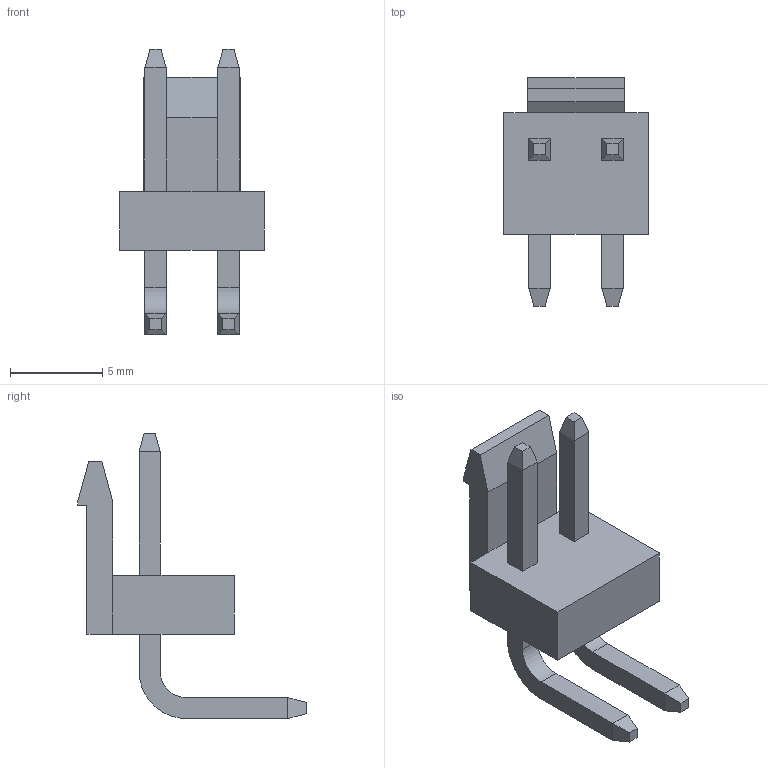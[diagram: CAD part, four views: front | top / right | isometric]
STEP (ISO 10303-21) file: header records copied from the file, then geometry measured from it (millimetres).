
FILE_DESCRIPTION (( 'STEP AP214' ), '1' );
FILE_NAME ('User Library-B2PS-VH.STEP', '2025-02-19T11:39:33', ( '' ), ( '' ), 'SwSTEP 2.0', 'SolidWorks 2022', '' );
FILE_SCHEMA (( 'AUTOMOTIVE_DESIGN' ));
Length unit declared in the file: millimetre
Products named in the file (3): User Library-B2P-VH_PinVH_R; User Library-B2PS-VH; User Library-B2P-VH_B2P-body white
Assembly tree (3 placements, depth 2):
  User Library-B2PS-VH
    User Library-B2P-VH_B2P-body white
    User Library-B2P-VH_PinVH_R  x2
Bounding box: 7.86 x 12.4 x 15.47 mm (x, y, z)
Volume: 282.9 mm3; surface area: 529.4 mm2
Topology: 3 solids, 3 shells, 60 faces, 144 edges, 90 vertices
Faces by surface type: plane 56, cylinder 4
Entity records: 1800 total; most frequent: CARTESIAN_POINT 218, ORIENTED_EDGE 208, DIRECTION 204, EDGE_CURVE 104, VECTOR 100, LINE 100, VERTEX_POINT 66, AXIS2_PLACEMENT_3D 52
